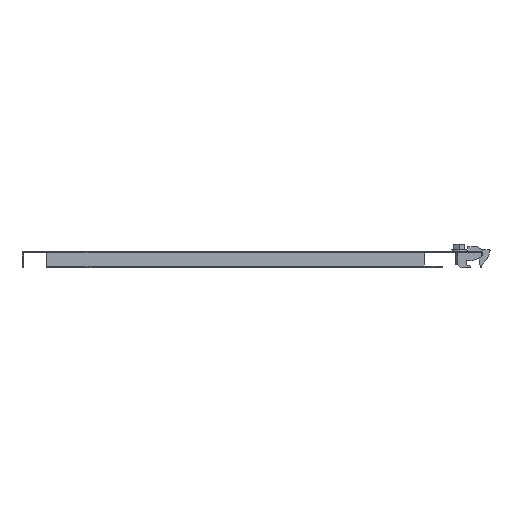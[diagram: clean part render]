
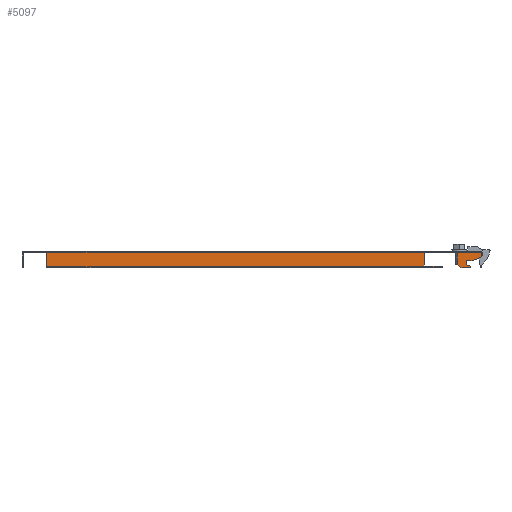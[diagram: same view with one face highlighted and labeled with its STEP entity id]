
A CAD part, left-side view. The second image highlights one B-rep face of the part: STEP entity #5097.
In plain terms, the highlighted planar face has unit normal (-1, 0, 0).
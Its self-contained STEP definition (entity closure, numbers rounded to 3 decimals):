
#5 = VECTOR ( 'NONE', #1579, 1000. ) ;
#6 = DIRECTION ( 'NONE',  ( 0., 1., 0. ) ) ;
#38 = CARTESIAN_POINT ( 'NONE',  ( -556.5, -225.25, -20. ) ) ;
#79 = DIRECTION ( 'NONE',  ( -1., 0., 0. ) ) ;
#170 = VERTEX_POINT ( 'NONE', #3235 ) ;
#283 = VERTEX_POINT ( 'NONE', #1745 ) ;
#285 = LINE ( 'NONE', #4439, #934 ) ;
#322 = CARTESIAN_POINT ( 'NONE',  ( -556.5, -262.5, -20. ) ) ;
#348 = EDGE_CURVE ( 'NONE', #3384, #2670, #484, .T. ) ;
#389 = CARTESIAN_POINT ( 'NONE',  ( -556.5, 271.5, -35.136 ) ) ;
#428 = CARTESIAN_POINT ( 'NONE',  ( -556.5, -247.25, -2. ) ) ;
#466 = LINE ( 'NONE', #1322, #2415 ) ;
#481 = ORIENTED_EDGE ( 'NONE', *, *, #3424, .T. ) ;
#484 = LINE ( 'NONE', #2165, #1437 ) ;
#528 = ORIENTED_EDGE ( 'NONE', *, *, #3542, .F. ) ;
#666 = VECTOR ( 'NONE', #2649, 1000. ) ;
#723 = EDGE_CURVE ( 'NONE', #4177, #1529, #3412, .T. ) ;
#749 = DIRECTION ( 'NONE',  ( 0., 0., 1. ) ) ;
#765 = CARTESIAN_POINT ( 'NONE',  ( -556.5, -262.5, -18.32 ) ) ;
#803 = CARTESIAN_POINT ( 'NONE',  ( -556.5, -276.5, -2. ) ) ;
#855 = EDGE_CURVE ( 'NONE', #3651, #1733, #5268, .T. ) ;
#875 = CARTESIAN_POINT ( 'NONE',  ( -556.5, -257.5, -11.5 ) ) ;
#892 = EDGE_CURVE ( 'NONE', #2480, #4177, #2643, .T. ) ;
#934 = VECTOR ( 'NONE', #1955, 1000. ) ;
#1057 = VECTOR ( 'NONE', #2128, 1000. ) ;
#1152 = VECTOR ( 'NONE', #3039, 1000. ) ;
#1219 = LINE ( 'NONE', #1243, #3282 ) ;
#1222 = DIRECTION ( 'NONE',  ( 0., -0.94, -0.342 ) ) ;
#1243 = CARTESIAN_POINT ( 'NONE',  ( -556.5, -247.25, -2. ) ) ;
#1245 = DIRECTION ( 'NONE',  ( 0., -1., 0. ) ) ;
#1300 = CARTESIAN_POINT ( 'NONE',  ( -556.5, -257.5, -16.5 ) ) ;
#1318 = LINE ( 'NONE', #2247, #1582 ) ;
#1322 = CARTESIAN_POINT ( 'NONE',  ( -556.5, -264.5, -11.5 ) ) ;
#1370 = CARTESIAN_POINT ( 'NONE',  ( -556.5, -257.5, -16.5 ) ) ;
#1385 = VERTEX_POINT ( 'NONE', #1698 ) ;
#1392 = DIRECTION ( 'NONE',  ( 0., -1., 0. ) ) ;
#1437 = VECTOR ( 'NONE', #3822, 1000. ) ;
#1459 = DIRECTION ( 'NONE',  ( 0., 0., -1. ) ) ;
#1521 = EDGE_LOOP ( 'NONE', ( #2754, #2523, #2703, #3130, #2546, #2850, #3777, #4132, #1608, #3843, #528, #3639, #481, #5223, #3325, #5393, #4202, #2892 ) ) ;
#1529 = VERTEX_POINT ( 'NONE', #322 ) ;
#1545 = DIRECTION ( 'NONE',  ( 0., 0., 1. ) ) ;
#1579 = DIRECTION ( 'NONE',  ( 0., -1., 0. ) ) ;
#1582 = VECTOR ( 'NONE', #4680, 1000. ) ;
#1608 = ORIENTED_EDGE ( 'NONE', *, *, #892, .F. ) ;
#1617 = CARTESIAN_POINT ( 'NONE',  ( -556.5, -225.25, -18. ) ) ;
#1629 = EDGE_CURVE ( 'NONE', #283, #2088, #1318, .T. ) ;
#1651 = EDGE_CURVE ( 'NONE', #3974, #2480, #3450, .T. ) ;
#1672 = VECTOR ( 'NONE', #3562, 1000. ) ;
#1698 = CARTESIAN_POINT ( 'NONE',  ( -556.5, -264.5, -11.5 ) ) ;
#1723 = CARTESIAN_POINT ( 'NONE',  ( -556.5, -276.5, 0. ) ) ;
#1733 = VERTEX_POINT ( 'NONE', #1802 ) ;
#1745 = CARTESIAN_POINT ( 'NONE',  ( -556.5, 246.5, -20. ) ) ;
#1802 = CARTESIAN_POINT ( 'NONE',  ( -556.5, -207.25, -18. ) ) ;
#1858 = FACE_OUTER_BOUND ( 'NONE', #1521, .T. ) ;
#1865 = LINE ( 'NONE', #3593, #1672 ) ;
#1918 = VECTOR ( 'NONE', #1392, 1000. ) ;
#1955 = DIRECTION ( 'NONE',  ( 0., 0., 1. ) ) ;
#1963 = EDGE_CURVE ( 'NONE', #1733, #4117, #2485, .T. ) ;
#2072 = CARTESIAN_POINT ( 'NONE',  ( -556.5, -262.5, -18.32 ) ) ;
#2088 = VERTEX_POINT ( 'NONE', #38 ) ;
#2128 = DIRECTION ( 'NONE',  ( 0., 0., -1. ) ) ;
#2158 = VERTEX_POINT ( 'NONE', #4823 ) ;
#2161 = CARTESIAN_POINT ( 'NONE',  ( -556.5, -276.5, 0. ) ) ;
#2165 = CARTESIAN_POINT ( 'NONE',  ( -556.5, -247.25, -16. ) ) ;
#2171 = EDGE_CURVE ( 'NONE', #3285, #1529, #1865, .T. ) ;
#2247 = CARTESIAN_POINT ( 'NONE',  ( -556.5, 299.304, -20. ) ) ;
#2263 = EDGE_CURVE ( 'NONE', #170, #2640, #4160, .T. ) ;
#2321 = EDGE_CURVE ( 'NONE', #170, #4718, #2864, .T. ) ;
#2415 = VECTOR ( 'NONE', #3300, 1000. ) ;
#2480 = VERTEX_POINT ( 'NONE', #1300 ) ;
#2485 = LINE ( 'NONE', #5363, #5 ) ;
#2523 = ORIENTED_EDGE ( 'NONE', *, *, #1963, .F. ) ;
#2546 = ORIENTED_EDGE ( 'NONE', *, *, #348, .F. ) ;
#2549 = VECTOR ( 'NONE', #1222, 1000. ) ;
#2599 = LINE ( 'NONE', #4746, #3865 ) ;
#2624 = DIRECTION ( 'NONE',  ( 0., 0., -1. ) ) ;
#2640 = VERTEX_POINT ( 'NONE', #3396 ) ;
#2643 = LINE ( 'NONE', #2072, #2549 ) ;
#2649 = DIRECTION ( 'NONE',  ( 0., 1., 0. ) ) ;
#2670 = VERTEX_POINT ( 'NONE', #428 ) ;
#2703 = ORIENTED_EDGE ( 'NONE', *, *, #855, .F. ) ;
#2754 = ORIENTED_EDGE ( 'NONE', *, *, #2857, .F. ) ;
#2850 = ORIENTED_EDGE ( 'NONE', *, *, #4242, .F. ) ;
#2857 = EDGE_CURVE ( 'NONE', #4117, #2088, #2599, .T. ) ;
#2864 = LINE ( 'NONE', #389, #4661 ) ;
#2892 = ORIENTED_EDGE ( 'NONE', *, *, #1629, .T. ) ;
#3016 = CARTESIAN_POINT ( 'NONE',  ( -556.5, -276.5, -2. ) ) ;
#3039 = DIRECTION ( 'NONE',  ( 0., 0., -1. ) ) ;
#3080 = CARTESIAN_POINT ( 'NONE',  ( -556.5, -207.25, -2. ) ) ;
#3130 = ORIENTED_EDGE ( 'NONE', *, *, #4818, .F. ) ;
#3235 = CARTESIAN_POINT ( 'NONE',  ( -556.5, 271.5, -2. ) ) ;
#3282 = VECTOR ( 'NONE', #6, 1000. ) ;
#3285 = VERTEX_POINT ( 'NONE', #3390 ) ;
#3300 = DIRECTION ( 'NONE',  ( 0., 0.94, -0.342 ) ) ;
#3325 = ORIENTED_EDGE ( 'NONE', *, *, #2321, .F. ) ;
#3367 = LINE ( 'NONE', #5033, #4133 ) ;
#3384 = VERTEX_POINT ( 'NONE', #4664 ) ;
#3390 = CARTESIAN_POINT ( 'NONE',  ( -556.5, -251.25, -20. ) ) ;
#3396 = CARTESIAN_POINT ( 'NONE',  ( -556.5, 246.5, -2. ) ) ;
#3412 = LINE ( 'NONE', #4665, #1057 ) ;
#3415 = DIRECTION ( 'NONE',  ( 0., 0.707, 0.707 ) ) ;
#3424 = EDGE_CURVE ( 'NONE', #2158, #4221, #4028, .T. ) ;
#3450 = LINE ( 'NONE', #1370, #1152 ) ;
#3457 = AXIS2_PLACEMENT_3D ( 'NONE', #3016, #79, #5201 ) ;
#3489 = LINE ( 'NONE', #4641, #666 ) ;
#3493 = EDGE_CURVE ( 'NONE', #283, #2640, #285, .T. ) ;
#3542 = EDGE_CURVE ( 'NONE', #1385, #3974, #3489, .T. ) ;
#3562 = DIRECTION ( 'NONE',  ( 0., -1., 0. ) ) ;
#3593 = CARTESIAN_POINT ( 'NONE',  ( -556.5, 299.304, -20. ) ) ;
#3624 = CARTESIAN_POINT ( 'NONE',  ( -556.5, -276.5, -2. ) ) ;
#3639 = ORIENTED_EDGE ( 'NONE', *, *, #4894, .F. ) ;
#3651 = VERTEX_POINT ( 'NONE', #3080 ) ;
#3777 = ORIENTED_EDGE ( 'NONE', *, *, #2171, .T. ) ;
#3822 = DIRECTION ( 'NONE',  ( 0., 0., 1. ) ) ;
#3825 = LINE ( 'NONE', #1723, #1918 ) ;
#3843 = ORIENTED_EDGE ( 'NONE', *, *, #1651, .F. ) ;
#3845 = VECTOR ( 'NONE', #1459, 1000. ) ;
#3858 = PLANE ( 'NONE',  #3457 ) ;
#3865 = VECTOR ( 'NONE', #2624, 1000. ) ;
#3974 = VERTEX_POINT ( 'NONE', #875 ) ;
#3984 = EDGE_CURVE ( 'NONE', #4718, #4221, #3825, .T. ) ;
#4028 = LINE ( 'NONE', #3624, #4074 ) ;
#4044 = VECTOR ( 'NONE', #1245, 1000. ) ;
#4074 = VECTOR ( 'NONE', #1545, 1000. ) ;
#4117 = VERTEX_POINT ( 'NONE', #1617 ) ;
#4132 = ORIENTED_EDGE ( 'NONE', *, *, #723, .F. ) ;
#4133 = VECTOR ( 'NONE', #3415, 1000. ) ;
#4160 = LINE ( 'NONE', #803, #4044 ) ;
#4177 = VERTEX_POINT ( 'NONE', #765 ) ;
#4202 = ORIENTED_EDGE ( 'NONE', *, *, #3493, .F. ) ;
#4221 = VERTEX_POINT ( 'NONE', #2161 ) ;
#4242 = EDGE_CURVE ( 'NONE', #3285, #3384, #3367, .T. ) ;
#4293 = CARTESIAN_POINT ( 'NONE',  ( -556.5, -207.25, -2. ) ) ;
#4439 = CARTESIAN_POINT ( 'NONE',  ( -556.5, 246.5, -2. ) ) ;
#4641 = CARTESIAN_POINT ( 'NONE',  ( -556.5, -257.5, -11.5 ) ) ;
#4661 = VECTOR ( 'NONE', #749, 1000. ) ;
#4664 = CARTESIAN_POINT ( 'NONE',  ( -556.5, -247.25, -16. ) ) ;
#4665 = CARTESIAN_POINT ( 'NONE',  ( -556.5, -262.5, -20. ) ) ;
#4680 = DIRECTION ( 'NONE',  ( 0., -1., 0. ) ) ;
#4718 = VERTEX_POINT ( 'NONE', #5352 ) ;
#4746 = CARTESIAN_POINT ( 'NONE',  ( -556.5, -225.25, -18. ) ) ;
#4818 = EDGE_CURVE ( 'NONE', #2670, #3651, #1219, .T. ) ;
#4823 = CARTESIAN_POINT ( 'NONE',  ( -556.5, -276.5, -7.133 ) ) ;
#4894 = EDGE_CURVE ( 'NONE', #2158, #1385, #466, .T. ) ;
#5033 = CARTESIAN_POINT ( 'NONE',  ( -556.5, -251.25, -20. ) ) ;
#5097 = ADVANCED_FACE ( 'NONE', ( #1858 ), #3858, .T. ) ;
#5201 = DIRECTION ( 'NONE',  ( 0., 0., 1. ) ) ;
#5223 = ORIENTED_EDGE ( 'NONE', *, *, #3984, .F. ) ;
#5268 = LINE ( 'NONE', #4293, #3845 ) ;
#5352 = CARTESIAN_POINT ( 'NONE',  ( -556.5, 271.5, 0. ) ) ;
#5363 = CARTESIAN_POINT ( 'NONE',  ( -556.5, -207.25, -18. ) ) ;
#5393 = ORIENTED_EDGE ( 'NONE', *, *, #2263, .T. ) ;
